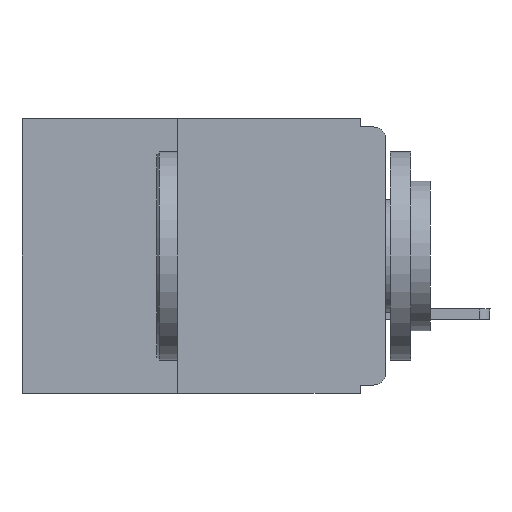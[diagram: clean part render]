
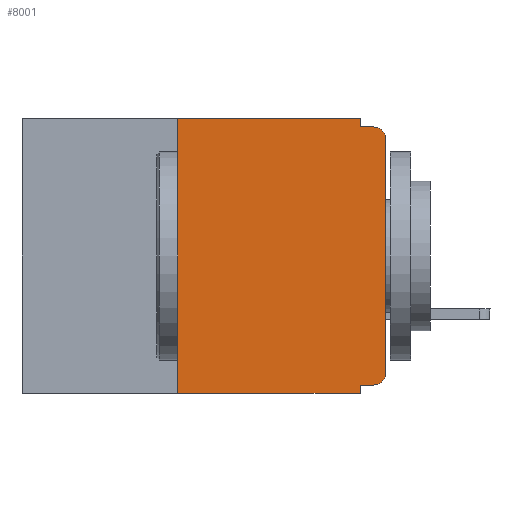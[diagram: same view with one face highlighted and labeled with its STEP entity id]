
A CAD part, left-side view. The second image highlights one B-rep face of the part: STEP entity #8001.
In plain terms, the highlighted planar face has unit normal (-1, 0, 0).
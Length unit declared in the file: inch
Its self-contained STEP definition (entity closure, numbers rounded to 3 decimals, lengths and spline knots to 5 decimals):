
#96 = DIRECTION ( 'NONE',  ( 0., 0., -1. ) ) ;
#462 = CARTESIAN_POINT ( 'NONE',  ( 0., 0.25, -0.33 ) ) ;
#703 = CARTESIAN_POINT ( 'NONE',  ( 0., 0., -0.32 ) ) ;
#963 = CARTESIAN_POINT ( 'NONE',  ( 0., 0.031, 0. ) ) ;
#1055 = DIRECTION ( 'NONE',  ( 0., -1., 0. ) ) ;
#1213 = VERTEX_POINT ( 'NONE', #2625 ) ;
#1318 = DIRECTION ( 'NONE',  ( 0., 0., -1. ) ) ;
#1375 = EDGE_CURVE ( 'NONE', #12877, #7705, #7198, .T. ) ;
#1841 = VERTEX_POINT ( 'NONE', #3634 ) ;
#1865 = CARTESIAN_POINT ( 'NONE',  ( 0., 0., -0.01 ) ) ;
#1905 = CARTESIAN_POINT ( 'NONE',  ( 0., 0.031, -0.33 ) ) ;
#1993 = ORIENTED_EDGE ( 'NONE', *, *, #3559, .F. ) ;
#2238 = VERTEX_POINT ( 'NONE', #5299 ) ;
#2264 = LINE ( 'NONE', #462, #2572 ) ;
#2273 = CARTESIAN_POINT ( 'NONE',  ( 0., 0., 0. ) ) ;
#2330 = EDGE_LOOP ( 'NONE', ( #2352, #12062, #1993, #9011, #7477, #12889, #7462, #8990, #12470, #11336 ) ) ;
#2352 = ORIENTED_EDGE ( 'NONE', *, *, #2673, .T. ) ;
#2450 = LINE ( 'NONE', #703, #9166 ) ;
#2487 = DIRECTION ( 'NONE',  ( 0., 0., -1. ) ) ;
#2572 = VECTOR ( 'NONE', #4437, 39.37008 ) ;
#2625 = CARTESIAN_POINT ( 'NONE',  ( 0., 0.031, -0.32 ) ) ;
#2673 = EDGE_CURVE ( 'NONE', #10628, #2238, #6964, .T. ) ;
#3283 = CARTESIAN_POINT ( 'NONE',  ( 0., 0.25, 0. ) ) ;
#3559 = EDGE_CURVE ( 'NONE', #3685, #11390, #6322, .T. ) ;
#3634 = CARTESIAN_POINT ( 'NONE',  ( 0., 0.25, -0.33 ) ) ;
#3685 = VERTEX_POINT ( 'NONE', #11192 ) ;
#3853 = LINE ( 'NONE', #11987, #4661 ) ;
#4314 = CARTESIAN_POINT ( 'NONE',  ( 0., 0.015, -0.32 ) ) ;
#4437 = DIRECTION ( 'NONE',  ( 0., 0., 1. ) ) ;
#4661 = VECTOR ( 'NONE', #96, 39.37008 ) ;
#4732 = AXIS2_PLACEMENT_3D ( 'NONE', #11338, #9277, #5254 ) ;
#4949 = AXIS2_PLACEMENT_3D ( 'NONE', #10623, #7526, #12635 ) ;
#5143 = CARTESIAN_POINT ( 'NONE',  ( 0., 0.437, 0. ) ) ;
#5254 = DIRECTION ( 'NONE',  ( 0., 0., -1. ) ) ;
#5299 = CARTESIAN_POINT ( 'NONE',  ( 0., 0., -0.025 ) ) ;
#5407 = CARTESIAN_POINT ( 'NONE',  ( 0., 0.031, 0. ) ) ;
#5439 = CIRCLE ( 'NONE', #8278, 0.015 ) ;
#6148 = VERTEX_POINT ( 'NONE', #1905 ) ;
#6322 = LINE ( 'NONE', #1865, #12581 ) ;
#6397 = LINE ( 'NONE', #5407, #9818 ) ;
#6419 = CARTESIAN_POINT ( 'NONE',  ( 0., 0.015, -0.01 ) ) ;
#6686 = EDGE_CURVE ( 'NONE', #1841, #6148, #11732, .T. ) ;
#6964 = LINE ( 'NONE', #2273, #11194 ) ;
#7198 = LINE ( 'NONE', #5143, #7519 ) ;
#7379 = EDGE_CURVE ( 'NONE', #7705, #3685, #6397, .T. ) ;
#7462 = ORIENTED_EDGE ( 'NONE', *, *, #6686, .T. ) ;
#7477 = ORIENTED_EDGE ( 'NONE', *, *, #1375, .F. ) ;
#7519 = VECTOR ( 'NONE', #1055, 39.37008 ) ;
#7526 = DIRECTION ( 'NONE',  ( 1., 0., 0. ) ) ;
#7537 = EDGE_CURVE ( 'NONE', #7559, #10628, #5439, .T. ) ;
#7559 = VERTEX_POINT ( 'NONE', #4314 ) ;
#7673 = DIRECTION ( 'NONE',  ( 0., 1., 0. ) ) ;
#7705 = VERTEX_POINT ( 'NONE', #963 ) ;
#8001 = ADVANCED_FACE ( 'NONE', ( #9649 ), #9517, .F. ) ;
#8278 = AXIS2_PLACEMENT_3D ( 'NONE', #8301, #11318, #1318 ) ;
#8301 = CARTESIAN_POINT ( 'NONE',  ( 0., 0.015, -0.305 ) ) ;
#8658 = CARTESIAN_POINT ( 'NONE',  ( 0., 0.437, -0.33 ) ) ;
#8990 = ORIENTED_EDGE ( 'NONE', *, *, #9319, .F. ) ;
#9011 = ORIENTED_EDGE ( 'NONE', *, *, #7379, .F. ) ;
#9166 = VECTOR ( 'NONE', #7673, 39.37008 ) ;
#9252 = DIRECTION ( 'NONE',  ( 0., 0., 1. ) ) ;
#9277 = DIRECTION ( 'NONE',  ( -1., 0., 0. ) ) ;
#9319 = EDGE_CURVE ( 'NONE', #1213, #6148, #3853, .T. ) ;
#9517 = PLANE ( 'NONE',  #4949 ) ;
#9649 = FACE_OUTER_BOUND ( 'NONE', #2330, .T. ) ;
#9803 = DIRECTION ( 'NONE',  ( 0., -1., 0. ) ) ;
#9818 = VECTOR ( 'NONE', #2487, 39.37008 ) ;
#10202 = EDGE_CURVE ( 'NONE', #7559, #1213, #2450, .T. ) ;
#10623 = CARTESIAN_POINT ( 'NONE',  ( 0., 0.437, 0. ) ) ;
#10628 = VERTEX_POINT ( 'NONE', #11242 ) ;
#11192 = CARTESIAN_POINT ( 'NONE',  ( 0., 0.031, -0.01 ) ) ;
#11194 = VECTOR ( 'NONE', #9252, 39.37008 ) ;
#11242 = CARTESIAN_POINT ( 'NONE',  ( 0., 0., -0.305 ) ) ;
#11318 = DIRECTION ( 'NONE',  ( -1., 0., 0. ) ) ;
#11336 = ORIENTED_EDGE ( 'NONE', *, *, #7537, .T. ) ;
#11338 = CARTESIAN_POINT ( 'NONE',  ( 0., 0.015, -0.025 ) ) ;
#11375 = EDGE_CURVE ( 'NONE', #1841, #12877, #2264, .T. ) ;
#11390 = VERTEX_POINT ( 'NONE', #6419 ) ;
#11411 = VECTOR ( 'NONE', #12639, 39.37008 ) ;
#11710 = EDGE_CURVE ( 'NONE', #2238, #11390, #12107, .T. ) ;
#11732 = LINE ( 'NONE', #8658, #11411 ) ;
#11987 = CARTESIAN_POINT ( 'NONE',  ( 0., 0.031, -0.33 ) ) ;
#12062 = ORIENTED_EDGE ( 'NONE', *, *, #11710, .T. ) ;
#12107 = CIRCLE ( 'NONE', #4732, 0.015 ) ;
#12470 = ORIENTED_EDGE ( 'NONE', *, *, #10202, .F. ) ;
#12581 = VECTOR ( 'NONE', #9803, 39.37008 ) ;
#12635 = DIRECTION ( 'NONE',  ( 0., 0., -1. ) ) ;
#12639 = DIRECTION ( 'NONE',  ( 0., -1., 0. ) ) ;
#12877 = VERTEX_POINT ( 'NONE', #3283 ) ;
#12889 = ORIENTED_EDGE ( 'NONE', *, *, #11375, .F. ) ;
